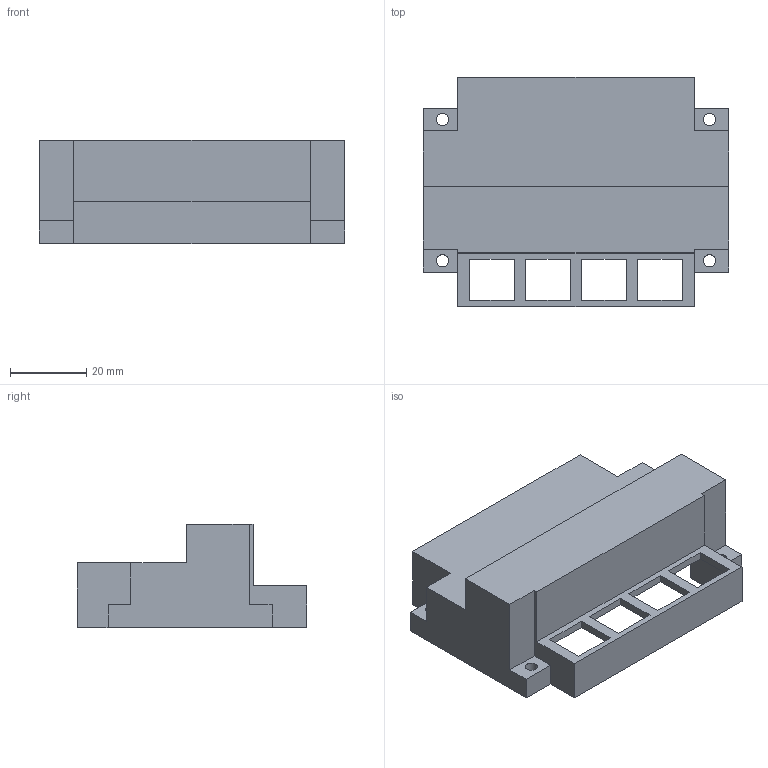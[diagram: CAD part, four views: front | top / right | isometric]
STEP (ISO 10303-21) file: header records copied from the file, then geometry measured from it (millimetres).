
FILE_DESCRIPTION(/* description */ (''),/* implementation_level */ '2;1');
FILE_NAME(/* name */ 'driverBox.step',/* time_stamp */ '2025-08-18T10:52:46+03:00',/* author */ (''),/* organization */ (''),/* preprocessor_version */ 'ST-DEVELOPER v20.1',/* originating_system */ 'Autodesk Translation Framework v14.10.0.0',/* authorisation */ '');
FILE_SCHEMA (('AUTOMOTIVE_DESIGN { 1 0 10303 214 3 1 1 }'));
Length unit declared in the file: millimetre
Products named in the file (1): driverBox
Bounding box: 80 x 60 x 27 mm (x, y, z)
Volume: 20053.9 mm3; surface area: 20665.4 mm2
Topology: 1 solids, 1 shells, 69 faces, 210 edges, 140 vertices
Faces by surface type: plane 65, cylinder 4
Full cylindrical faces by diameter (mm): 3.2 x4
Entity records: 2377 total; most frequent: ORIENTED_EDGE 420, CARTESIAN_POINT 420, DIRECTION 358, EDGE_CURVE 210, LINE 202, VECTOR 202, VERTEX_POINT 140, EDGE_LOOP 82
